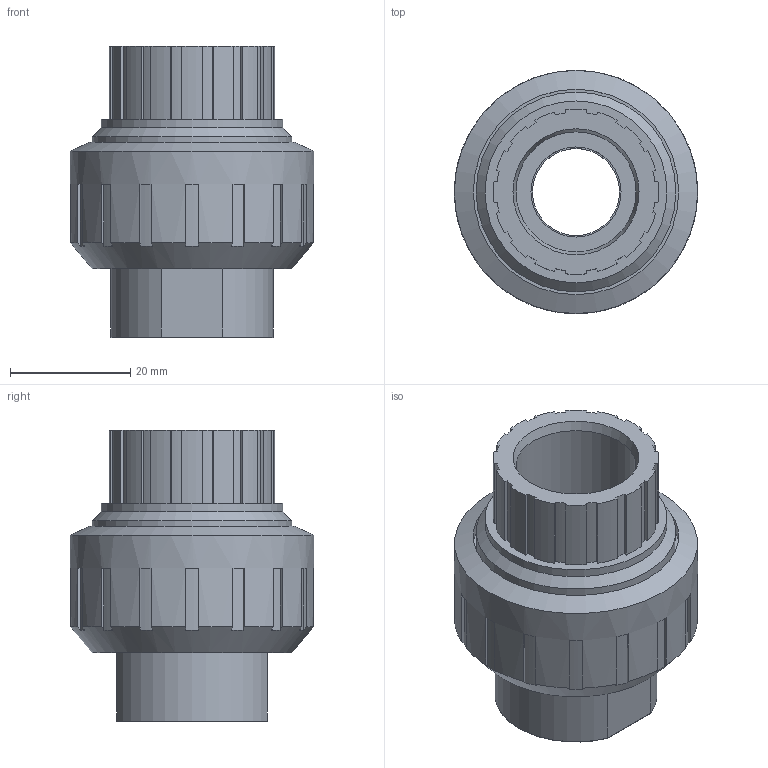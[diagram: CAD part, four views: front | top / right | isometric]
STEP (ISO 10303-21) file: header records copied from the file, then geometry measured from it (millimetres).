
FILE_DESCRIPTION(/* description */ (''),/* implementation_level */ '2;1');
FILE_NAME(/* name */ 'BIFOV020012E.iam.stp',/* time_stamp */ '2013-10-01T14:58:47+02:00',/* author */ ('bfaro'),/* organization */ (''),/* preprocessor_version */ 'ST-DEVELOPER v15.2',/* originating_system */ 'Autodesk Inventor 2014',/* authorisation */ '');
FILE_SCHEMA (('AUTOMOTIVE_DESIGN { 1 0 10303 214 3 1 1 }'));
Length unit declared in the file: millimetre
Products named in the file (4): EFV100; FBIV020; QBFO012; BIFOV020012E
Bounding box: 40.5 x 40.5 x 48.5 mm (x, y, z)
Volume: 28356.6 mm3; surface area: 15842 mm2
Topology: 3 solids, 3 shells, 172 faces, 462 edges, 304 vertices
Faces by surface type: plane 96, cylinder 66, cone 6, torus 4
Full cylindrical faces by diameter (mm): 14.5 x1, 15 x1, 18 x1, 20 x1, 20.955 x1, 26.6 x1, 27.5 x1, 27.6 x1, 30.1 x1, 30.291 x2, 33.249 x1, 34.2 x1, 40.5 x1
Entity records: 5399 total; most frequent: CARTESIAN_POINT 1025, DIRECTION 926, ORIENTED_EDGE 874, EDGE_CURVE 437, AXIS2_PLACEMENT_3D 346, VERTEX_POINT 301, LINE 234, VECTOR 234
